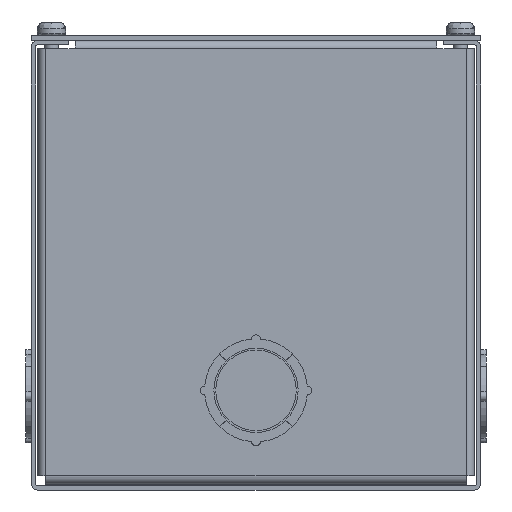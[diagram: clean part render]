
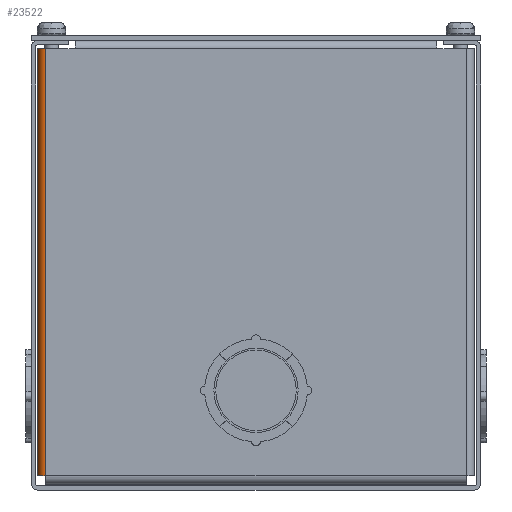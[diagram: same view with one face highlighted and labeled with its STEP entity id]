
A CAD part, front view. The second image highlights one B-rep face of the part: STEP entity #23522.
In plain terms, the highlighted cylindrical face has radius 2.743 mm (diameter 5.486 mm), a partial arc.
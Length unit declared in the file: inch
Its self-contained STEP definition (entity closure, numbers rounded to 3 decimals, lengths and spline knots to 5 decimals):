
#563 = DIRECTION ( 'NONE',  ( 0., -1., 0. ) ) ;
#930 = CARTESIAN_POINT ( 'NONE',  ( -2.807, -8.892, 0.188 ) ) ;
#1562 = ORIENTED_EDGE ( 'NONE', *, *, #18310, .T. ) ;
#1797 = DIRECTION ( 'NONE',  ( 0., 0., -1. ) ) ;
#2541 = CARTESIAN_POINT ( 'NONE',  ( -2.807, -9., 5.892 ) ) ;
#2589 = ORIENTED_EDGE ( 'NONE', *, *, #25889, .T. ) ;
#3883 = CIRCLE ( 'NONE', #6423, 0.108 ) ;
#4312 = LINE ( 'NONE', #5756, #10231 ) ;
#5316 = CARTESIAN_POINT ( 'NONE',  ( -2.807, -9., 0.188 ) ) ;
#5756 = CARTESIAN_POINT ( 'NONE',  ( -2.915, -8.892, 0.188 ) ) ;
#6311 = VERTEX_POINT ( 'NONE', #2541 ) ;
#6423 = AXIS2_PLACEMENT_3D ( 'NONE', #6493, #8830, #563 ) ;
#6493 = CARTESIAN_POINT ( 'NONE',  ( -2.807, -8.892, 5.892 ) ) ;
#7605 = AXIS2_PLACEMENT_3D ( 'NONE', #14445, #22456, #8603 ) ;
#8111 = CARTESIAN_POINT ( 'NONE',  ( -2.807, -9., 0.188 ) ) ;
#8603 = DIRECTION ( 'NONE',  ( 0., -1., 0. ) ) ;
#8611 = CIRCLE ( 'NONE', #19541, 0.108 ) ;
#8830 = DIRECTION ( 'NONE',  ( 0., 0., 1. ) ) ;
#9742 = VECTOR ( 'NONE', #13092, 39.37008 ) ;
#10231 = VECTOR ( 'NONE', #1797, 39.37008 ) ;
#10458 = ORIENTED_EDGE ( 'NONE', *, *, #22043, .F. ) ;
#10912 = DIRECTION ( 'NONE',  ( 0., 0., 1. ) ) ;
#11097 = VERTEX_POINT ( 'NONE', #11343 ) ;
#11343 = CARTESIAN_POINT ( 'NONE',  ( -2.915, -8.892, 5.892 ) ) ;
#12583 = ORIENTED_EDGE ( 'NONE', *, *, #21746, .F. ) ;
#13092 = DIRECTION ( 'NONE',  ( 0., 0., -1. ) ) ;
#13427 = DIRECTION ( 'NONE',  ( 0., -1., 0. ) ) ;
#13728 = VERTEX_POINT ( 'NONE', #25490 ) ;
#14445 = CARTESIAN_POINT ( 'NONE',  ( -2.807, -8.892, 0.188 ) ) ;
#14595 = VERTEX_POINT ( 'NONE', #8111 ) ;
#16412 = FACE_OUTER_BOUND ( 'NONE', #24984, .T. ) ;
#17301 = LINE ( 'NONE', #5316, #9742 ) ;
#18310 = EDGE_CURVE ( 'NONE', #11097, #13728, #4312, .T. ) ;
#19541 = AXIS2_PLACEMENT_3D ( 'NONE', #930, #10912, #13427 ) ;
#21746 = EDGE_CURVE ( 'NONE', #6311, #14595, #17301, .T. ) ;
#22043 = EDGE_CURVE ( 'NONE', #11097, #6311, #3883, .T. ) ;
#22456 = DIRECTION ( 'NONE',  ( 0., 0., 1. ) ) ;
#23522 = ADVANCED_FACE ( 'NONE', ( #16412 ), #24426, .T. ) ;
#24426 = CYLINDRICAL_SURFACE ( 'NONE', #7605, 0.108 ) ;
#24984 = EDGE_LOOP ( 'NONE', ( #2589, #12583, #10458, #1562 ) ) ;
#25490 = CARTESIAN_POINT ( 'NONE',  ( -2.915, -8.892, 0.188 ) ) ;
#25889 = EDGE_CURVE ( 'NONE', #13728, #14595, #8611, .T. ) ;
